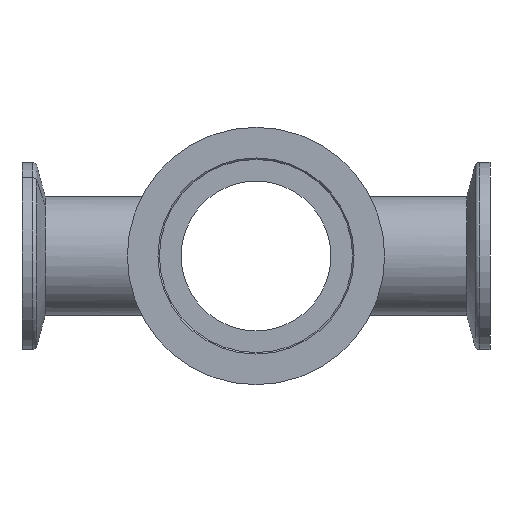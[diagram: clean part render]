
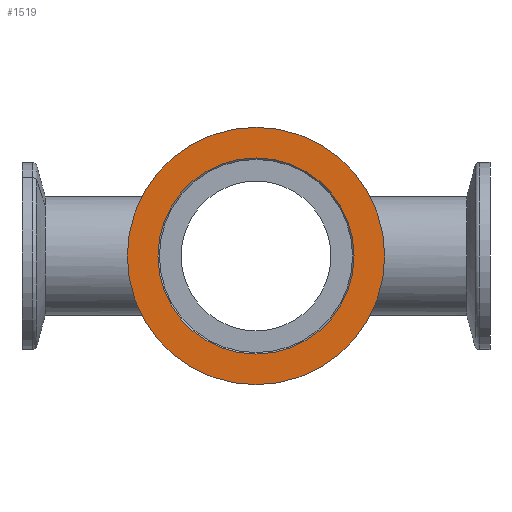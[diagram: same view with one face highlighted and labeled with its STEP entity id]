
A CAD part, left-side view. The second image highlights one B-rep face of the part: STEP entity #1519.
In plain terms, the highlighted face is planar.
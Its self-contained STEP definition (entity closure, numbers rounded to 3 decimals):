
#33 = AXIS2_PLACEMENT_3D ( 'NONE', #920, #2354, #2195 ) ;
#43 = ORIENTED_EDGE ( 'NONE', *, *, #692, .F. ) ;
#71 = CARTESIAN_POINT ( 'NONE',  ( 0., 0., -27.5 ) ) ;
#158 = VERTEX_POINT ( 'NONE', #71 ) ;
#391 = PLANE ( 'NONE',  #1413 ) ;
#446 = CARTESIAN_POINT ( 'NONE',  ( 0., 0., 20.95 ) ) ;
#457 = CIRCLE ( 'NONE', #33, 27.5 ) ;
#484 = DIRECTION ( 'NONE',  ( 0., 0., 1. ) ) ;
#502 = EDGE_CURVE ( 'NONE', #1326, #767, #2125, .T. ) ;
#594 = EDGE_CURVE ( 'NONE', #158, #942, #457, .T. ) ;
#641 = DIRECTION ( 'NONE',  ( 0., 1., 0. ) ) ;
#680 = CARTESIAN_POINT ( 'NONE',  ( 0., 0., 0. ) ) ;
#692 = EDGE_CURVE ( 'NONE', #942, #158, #2786, .T. ) ;
#767 = VERTEX_POINT ( 'NONE', #446 ) ;
#811 = AXIS2_PLACEMENT_3D ( 'NONE', #2671, #2145, #2356 ) ;
#831 = DIRECTION ( 'NONE',  ( 0., -1., 0. ) ) ;
#920 = CARTESIAN_POINT ( 'NONE',  ( 0., 0., 0. ) ) ;
#942 = VERTEX_POINT ( 'NONE', #2710 ) ;
#1064 = AXIS2_PLACEMENT_3D ( 'NONE', #680, #2436, #484 ) ;
#1094 = DIRECTION ( 'NONE',  ( 0., 0., -1. ) ) ;
#1257 = DIRECTION ( 'NONE',  ( 0., 0., -1. ) ) ;
#1326 = VERTEX_POINT ( 'NONE', #2438 ) ;
#1369 = FACE_OUTER_BOUND ( 'NONE', #1538, .T. ) ;
#1413 = AXIS2_PLACEMENT_3D ( 'NONE', #2186, #831, #1094 ) ;
#1450 = EDGE_CURVE ( 'NONE', #767, #1326, #2789, .T. ) ;
#1519 = ADVANCED_FACE ( 'NONE', ( #2750, #1369 ), #391, .T. ) ;
#1538 = EDGE_LOOP ( 'NONE', ( #43, #2404 ) ) ;
#1876 = CARTESIAN_POINT ( 'NONE',  ( 0., 0., 0. ) ) ;
#2002 = EDGE_LOOP ( 'NONE', ( #2554, #2616 ) ) ;
#2125 = CIRCLE ( 'NONE', #2318, 20.95 ) ;
#2145 = DIRECTION ( 'NONE',  ( 0., 1., 0. ) ) ;
#2186 = CARTESIAN_POINT ( 'NONE',  ( -20.65, 0., 0. ) ) ;
#2195 = DIRECTION ( 'NONE',  ( 0., 0., 1. ) ) ;
#2318 = AXIS2_PLACEMENT_3D ( 'NONE', #1876, #641, #1257 ) ;
#2354 = DIRECTION ( 'NONE',  ( 0., 1., 0. ) ) ;
#2356 = DIRECTION ( 'NONE',  ( 0., 0., -1. ) ) ;
#2404 = ORIENTED_EDGE ( 'NONE', *, *, #594, .F. ) ;
#2436 = DIRECTION ( 'NONE',  ( 0., 1., 0. ) ) ;
#2438 = CARTESIAN_POINT ( 'NONE',  ( 0., 0., -20.95 ) ) ;
#2554 = ORIENTED_EDGE ( 'NONE', *, *, #502, .T. ) ;
#2616 = ORIENTED_EDGE ( 'NONE', *, *, #1450, .T. ) ;
#2671 = CARTESIAN_POINT ( 'NONE',  ( 0., 0., 0. ) ) ;
#2710 = CARTESIAN_POINT ( 'NONE',  ( 0., 0., 27.5 ) ) ;
#2750 = FACE_BOUND ( 'NONE', #2002, .T. ) ;
#2786 = CIRCLE ( 'NONE', #1064, 27.5 ) ;
#2789 = CIRCLE ( 'NONE', #811, 20.95 ) ;
